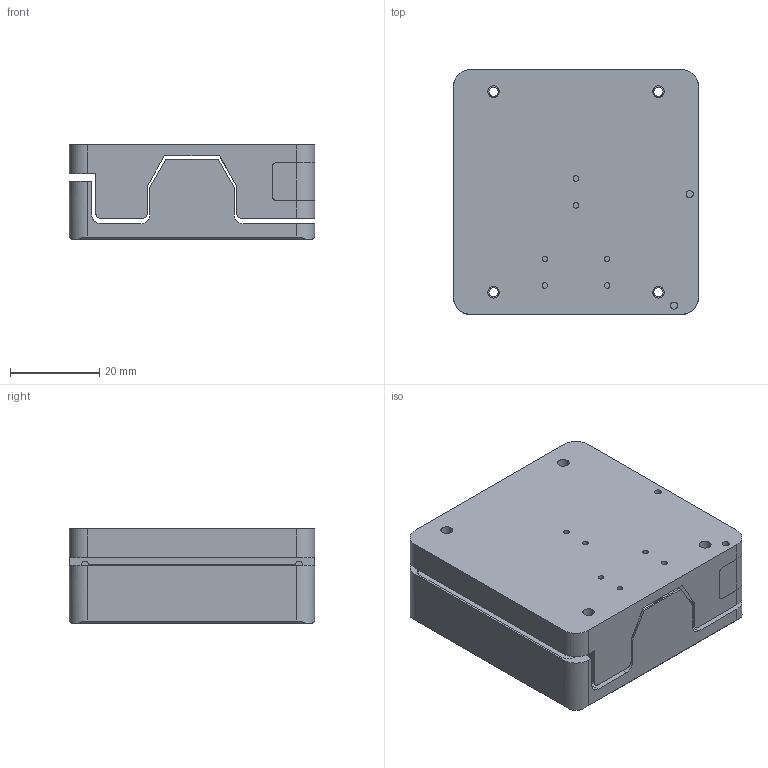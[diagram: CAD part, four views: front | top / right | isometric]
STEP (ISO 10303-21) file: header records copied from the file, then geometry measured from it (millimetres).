
FILE_DESCRIPTION (( 'STEP AP214' ), '1' );
FILE_NAME ('Linear55-Pro-X_web - EndUser.STEP', '2021-09-17T05:01:48', ( '' ), ( '' ), 'SwSTEP 2.0', 'SolidWorks 2020', '' );
FILE_SCHEMA (( 'AUTOMOTIVE_DESIGN' ));
Length unit declared in the file: millimetre
Products named in the file (5): 葩璃 渀釱^Linear55-Pro-X_web - EndUser; 葩璃 怢醱 for Al2O3 runner^Linear55-Pro-X_web - EndUser; 葩璃 陬渀-譫渀^Linear55-Pro-X_web - EndUser; Linear55-Pro-X_web - EndUser; 葩璃 XZ__Jan_23_2019^Linear55-Pro-X_web - EndUser
Assembly tree (15 placements, depth 2):
  Linear55-Pro-X_web - EndUser
    葩璃 XZ__Jan_23_2019^Linear55-Pro-X_web - EndUser
    葩璃 陬渀-譫渀^Linear55-Pro-X_web - EndUser  x12
    葩璃 渀釱^Linear55-Pro-X_web - EndUser
    葩璃 怢醱 for Al2O3 runner^Linear55-Pro-X_web - EndUser
Bounding box: 55 x 55 x 21.19 mm (x, y, z)
Volume: 38636.9 mm3; surface area: 23483.3 mm2
Topology: 15 solids, 15 shells, 596 faces, 1500 edges, 961 vertices
Faces by surface type: cylinder 334, plane 189, bspline 25, torus 24, cone 24
Entity records: 15159 total; most frequent: CARTESIAN_POINT 2963, DIRECTION 2426, ORIENTED_EDGE 2252, EDGE_CURVE 1126, AXIS2_PLACEMENT_3D 924, VERTEX_POINT 741, VECTOR 578, LINE 578
